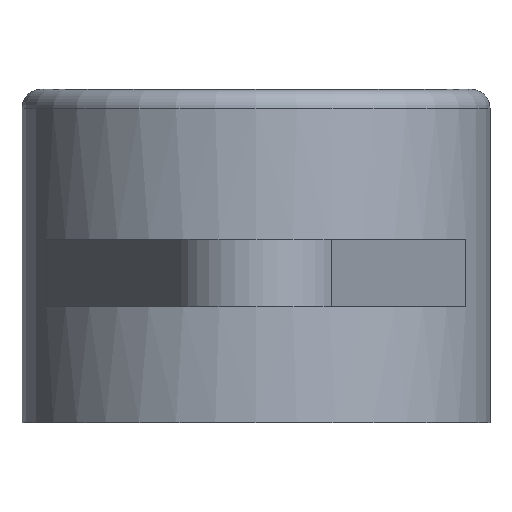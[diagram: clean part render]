
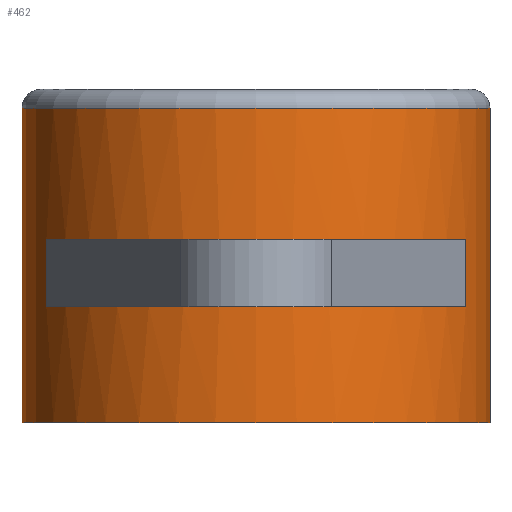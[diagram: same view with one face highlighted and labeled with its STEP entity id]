
A CAD part, left-side view. The second image highlights one B-rep face of the part: STEP entity #462.
In plain terms, the highlighted cylindrical face has radius 62.5 mm (diameter 125 mm), a full revolution.
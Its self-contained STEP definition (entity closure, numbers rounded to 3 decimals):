
#33=FACE_BOUND('',#67,.T.);
#40=FACE_OUTER_BOUND('',#66,.T.);
#66=EDGE_LOOP('',(#318,#319,#320,#321,#322,#323,#324,#325,#326,#327,#328,
#329));
#67=EDGE_LOOP('',(#330,#331,#332,#333));
#99=LINE('',#715,#137);
#100=LINE('',#719,#138);
#101=LINE('',#723,#139);
#102=LINE('',#728,#140);
#103=LINE('',#734,#141);
#104=LINE('',#737,#142);
#137=VECTOR('',#564,62.5);
#138=VECTOR('',#567,18.);
#139=VECTOR('',#570,62.5);
#140=VECTOR('',#575,18.);
#141=VECTOR('',#580,18.);
#142=VECTOR('',#583,18.);
#175=CIRCLE('',#503,62.5);
#176=CIRCLE('',#504,62.5);
#177=CIRCLE('',#505,62.5);
#178=CIRCLE('',#506,62.5);
#179=CIRCLE('',#507,62.5);
#180=CIRCLE('',#508,62.5);
#181=CIRCLE('',#509,62.5);
#182=CIRCLE('',#510,62.5);
#205=VERTEX_POINT('',#712);
#206=VERTEX_POINT('',#714);
#207=VERTEX_POINT('',#716);
#208=VERTEX_POINT('',#718);
#209=VERTEX_POINT('',#720);
#210=VERTEX_POINT('',#722);
#211=VERTEX_POINT('',#725);
#212=VERTEX_POINT('',#727);
#213=VERTEX_POINT('',#730);
#214=VERTEX_POINT('',#731);
#215=VERTEX_POINT('',#733);
#216=VERTEX_POINT('',#735);
#250=EDGE_CURVE('',#205,#205,#175,.F.);
#251=EDGE_CURVE('',#205,#206,#99,.T.);
#252=EDGE_CURVE('',#207,#206,#176,.T.);
#253=EDGE_CURVE('',#208,#207,#100,.T.);
#254=EDGE_CURVE('',#208,#209,#177,.T.);
#255=EDGE_CURVE('',#209,#210,#101,.T.);
#256=EDGE_CURVE('',#210,#210,#178,.T.);
#257=EDGE_CURVE('',#209,#211,#179,.T.);
#258=EDGE_CURVE('',#211,#212,#102,.T.);
#259=EDGE_CURVE('',#206,#212,#180,.T.);
#260=EDGE_CURVE('',#213,#214,#181,.T.);
#261=EDGE_CURVE('',#214,#215,#103,.T.);
#262=EDGE_CURVE('',#216,#215,#182,.T.);
#263=EDGE_CURVE('',#213,#216,#104,.T.);
#318=ORIENTED_EDGE('',*,*,#250,.T.);
#319=ORIENTED_EDGE('',*,*,#251,.T.);
#320=ORIENTED_EDGE('',*,*,#252,.F.);
#321=ORIENTED_EDGE('',*,*,#253,.F.);
#322=ORIENTED_EDGE('',*,*,#254,.T.);
#323=ORIENTED_EDGE('',*,*,#255,.T.);
#324=ORIENTED_EDGE('',*,*,#256,.T.);
#325=ORIENTED_EDGE('',*,*,#255,.F.);
#326=ORIENTED_EDGE('',*,*,#257,.T.);
#327=ORIENTED_EDGE('',*,*,#258,.T.);
#328=ORIENTED_EDGE('',*,*,#259,.F.);
#329=ORIENTED_EDGE('',*,*,#251,.F.);
#330=ORIENTED_EDGE('',*,*,#260,.T.);
#331=ORIENTED_EDGE('',*,*,#261,.T.);
#332=ORIENTED_EDGE('',*,*,#262,.F.);
#333=ORIENTED_EDGE('',*,*,#263,.F.);
#454=CYLINDRICAL_SURFACE('',#502,62.5);
#462=ADVANCED_FACE('',(#40,#33),#454,.T.);
#502=AXIS2_PLACEMENT_3D('',#711,#560,#561);
#503=AXIS2_PLACEMENT_3D('',#713,#562,#563);
#504=AXIS2_PLACEMENT_3D('',#717,#565,#566);
#505=AXIS2_PLACEMENT_3D('',#721,#568,#569);
#506=AXIS2_PLACEMENT_3D('',#724,#571,#572);
#507=AXIS2_PLACEMENT_3D('',#726,#573,#574);
#508=AXIS2_PLACEMENT_3D('',#729,#576,#577);
#509=AXIS2_PLACEMENT_3D('',#732,#578,#579);
#510=AXIS2_PLACEMENT_3D('',#736,#581,#582);
#560=DIRECTION('center_axis',(0.,0.,1.));
#561=DIRECTION('ref_axis',(1.,0.,0.));
#562=DIRECTION('center_axis',(0.,0.,1.));
#563=DIRECTION('ref_axis',(1.,0.,0.));
#564=DIRECTION('',(0.,0.,-1.));
#565=DIRECTION('center_axis',(0.,0.,-1.));
#566=DIRECTION('ref_axis',(1.,0.,0.));
#567=DIRECTION('',(0.,0.,1.));
#568=DIRECTION('center_axis',(0.,0.,-1.));
#569=DIRECTION('ref_axis',(1.,0.,0.));
#570=DIRECTION('',(0.,0.,-1.));
#571=DIRECTION('center_axis',(0.,0.,1.));
#572=DIRECTION('ref_axis',(1.,0.,0.));
#573=DIRECTION('center_axis',(0.,0.,-1.));
#574=DIRECTION('ref_axis',(1.,0.,0.));
#575=DIRECTION('',(0.,0.,1.));
#576=DIRECTION('center_axis',(0.,0.,-1.));
#577=DIRECTION('ref_axis',(1.,0.,0.));
#578=DIRECTION('center_axis',(0.,0.,-1.));
#579=DIRECTION('ref_axis',(1.,0.,0.));
#580=DIRECTION('',(0.,0.,1.));
#581=DIRECTION('center_axis',(0.,0.,-1.));
#582=DIRECTION('ref_axis',(1.,0.,0.));
#583=DIRECTION('',(0.,0.,1.));
#711=CARTESIAN_POINT('Origin',(0.,0.,-89.));
#712=CARTESIAN_POINT('',(-62.5,0.,-5.));
#713=CARTESIAN_POINT('Origin',(0.,0.,-5.));
#714=CARTESIAN_POINT('',(-62.5,0.,-40.));
#715=CARTESIAN_POINT('',(-62.5,0.,-89.));
#716=CARTESIAN_POINT('',(-27.778,-55.988,-40.));
#717=CARTESIAN_POINT('Origin',(0.,0.,-40.));
#718=CARTESIAN_POINT('',(-27.778,-55.988,-58.));
#719=CARTESIAN_POINT('',(-27.778,-55.988,-58.));
#720=CARTESIAN_POINT('',(-62.5,0.,-58.));
#721=CARTESIAN_POINT('Origin',(0.,0.,-58.));
#722=CARTESIAN_POINT('',(-62.5,0.,-89.));
#723=CARTESIAN_POINT('',(-62.5,0.,-89.));
#724=CARTESIAN_POINT('Origin',(0.,0.,-89.));
#725=CARTESIAN_POINT('',(-27.778,55.988,-58.));
#726=CARTESIAN_POINT('Origin',(0.,0.,-58.));
#727=CARTESIAN_POINT('',(-27.778,55.988,-40.));
#728=CARTESIAN_POINT('',(-27.778,55.988,-58.));
#729=CARTESIAN_POINT('Origin',(0.,0.,-40.));
#730=CARTESIAN_POINT('',(27.778,55.988,-58.));
#731=CARTESIAN_POINT('',(27.778,-55.988,-58.));
#732=CARTESIAN_POINT('Origin',(0.,0.,-58.));
#733=CARTESIAN_POINT('',(27.778,-55.988,-40.));
#734=CARTESIAN_POINT('',(27.778,-55.988,-58.));
#735=CARTESIAN_POINT('',(27.778,55.988,-40.));
#736=CARTESIAN_POINT('Origin',(0.,0.,-40.));
#737=CARTESIAN_POINT('',(27.778,55.988,-58.));
